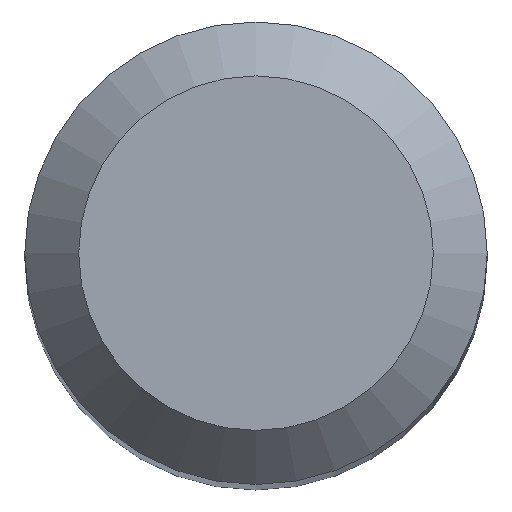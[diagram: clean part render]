
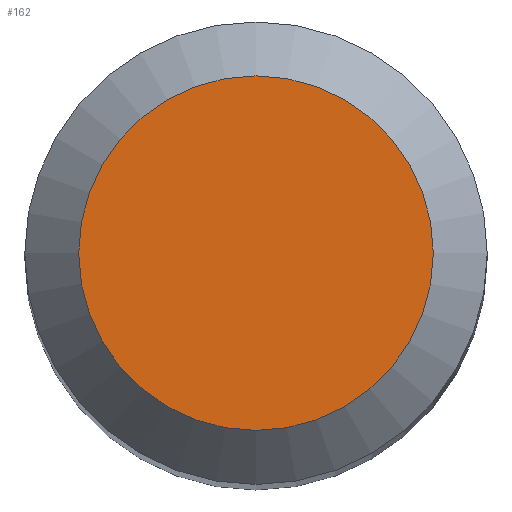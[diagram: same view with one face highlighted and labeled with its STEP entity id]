
A CAD part, top view. The second image highlights one B-rep face of the part: STEP entity #162.
In plain terms, the highlighted planar face has unit normal (0, 0, 1).
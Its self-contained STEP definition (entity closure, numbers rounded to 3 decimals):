
#5 = PLANE ( 'NONE',  #246 ) ;
#17 = CIRCLE ( 'NONE', #39, 2.3 ) ;
#24 = CARTESIAN_POINT ( 'NONE',  ( 0., 2.3, 79. ) ) ;
#39 = AXIS2_PLACEMENT_3D ( 'NONE', #137, #222, #157 ) ;
#90 = EDGE_CURVE ( 'NONE', #226, #226, #17, .T. ) ;
#119 = DIRECTION ( 'NONE',  ( 0., 0., -1. ) ) ;
#135 = ORIENTED_EDGE ( 'NONE', *, *, #90, .F. ) ;
#137 = CARTESIAN_POINT ( 'NONE',  ( 0., 0., 79. ) ) ;
#148 = EDGE_LOOP ( 'NONE', ( #135 ) ) ;
#157 = DIRECTION ( 'NONE',  ( 0., 1., 0. ) ) ;
#159 = DIRECTION ( 'NONE',  ( 0., 1., 0. ) ) ;
#162 = ADVANCED_FACE ( 'NONE', ( #229 ), #5, .F. ) ;
#222 = DIRECTION ( 'NONE',  ( 0., 0., -1. ) ) ;
#226 = VERTEX_POINT ( 'NONE', #24 ) ;
#229 = FACE_OUTER_BOUND ( 'NONE', #148, .T. ) ;
#246 = AXIS2_PLACEMENT_3D ( 'NONE', #248, #119, #159 ) ;
#248 = CARTESIAN_POINT ( 'NONE',  ( 0., 0., 79. ) ) ;
